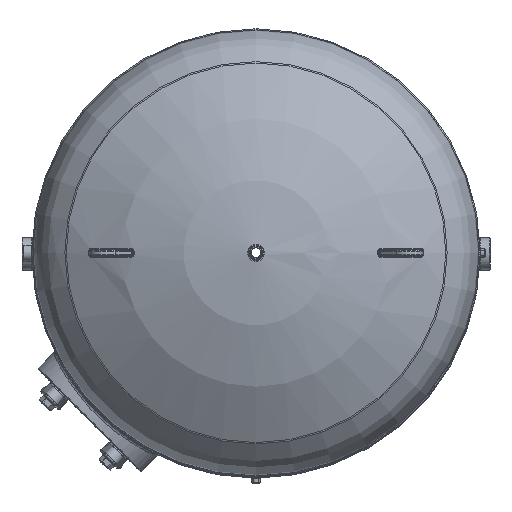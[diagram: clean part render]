
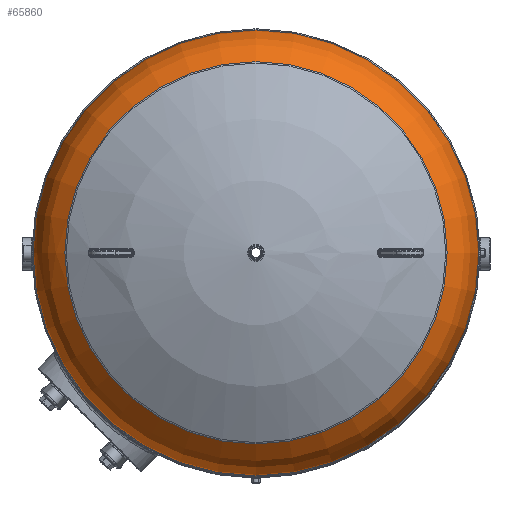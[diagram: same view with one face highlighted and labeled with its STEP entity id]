
A CAD part, top view. The second image highlights one B-rep face of the part: STEP entity #65860.
In plain terms, the highlighted toroidal (fillet/blend) face has major radius 485 mm and minor radius 215 mm.
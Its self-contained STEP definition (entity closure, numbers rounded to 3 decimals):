
#55314=CARTESIAN_POINT('',(600.393,0.,2854.345));
#55315=VERTEX_POINT('',#55314);
#55323=CARTESIAN_POINT('',(-600.393,-0.,2854.345));
#55324=VERTEX_POINT('',#55323);
#55325=CARTESIAN_POINT('',(-0.,0.,2854.345));
#55326=DIRECTION('',(-0.,0.,-1.));
#55327=DIRECTION('',(-1.,0.,0.));
#55328=AXIS2_PLACEMENT_3D('',#55325,#55326,#55327);
#55329=CIRCLE('',#55328,600.393);
#55330=EDGE_CURVE('',#55324,#55315,#55329,.T.);
#55332=CARTESIAN_POINT('',(-0.,0.,2854.345));
#55333=DIRECTION('',(-0.,0.,-1.));
#55334=DIRECTION('',(-1.,0.,0.));
#55335=AXIS2_PLACEMENT_3D('',#55332,#55333,#55334);
#55336=CIRCLE('',#55335,600.393);
#55337=EDGE_CURVE('',#55315,#55324,#55336,.T.);
#59101=CARTESIAN_POINT('',(-700.,0.,2672.935));
#59102=VERTEX_POINT('',#59101);
#59109=CARTESIAN_POINT('',(700.,0.,2672.935));
#59110=VERTEX_POINT('',#59109);
#59111=CARTESIAN_POINT('',(-0.,0.,2672.935));
#59112=DIRECTION('',(0.,-0.,1.));
#59113=DIRECTION('',(-1.,0.,0.));
#59114=AXIS2_PLACEMENT_3D('',#59111,#59112,#59113);
#59115=CIRCLE('',#59114,700.);
#59116=EDGE_CURVE('',#59110,#59102,#59115,.T.);
#59118=CARTESIAN_POINT('',(-0.,0.,2672.935));
#59119=DIRECTION('',(0.,-0.,1.));
#59120=DIRECTION('',(-1.,0.,0.));
#59121=AXIS2_PLACEMENT_3D('',#59118,#59119,#59120);
#59122=CIRCLE('',#59121,700.);
#59123=EDGE_CURVE('',#59102,#59110,#59122,.T.);
#65841=CARTESIAN_POINT('',(-0.,0.,2672.935));
#65842=DIRECTION('',(-0.,0.,-1.));
#65843=DIRECTION('',(-1.,0.,0.));
#65844=AXIS2_PLACEMENT_3D('',#65841,#65842,#65843);
#65845=TOROIDAL_SURFACE('',#65844,485.,215.);
#65846=CARTESIAN_POINT('',(-485.,0.,2672.935));
#65847=DIRECTION('',(-0.,1.,-0.));
#65848=DIRECTION('',(-1.,0.,0.));
#65849=AXIS2_PLACEMENT_3D('',#65846,#65847,#65848);
#65850=CIRCLE('',#65849,215.);
#65851=EDGE_CURVE('',#59102,#55324,#65850,.T.);
#65852=ORIENTED_EDGE('',*,*,#65851,.T.);
#65853=ORIENTED_EDGE('',*,*,#55330,.T.);
#65854=ORIENTED_EDGE('',*,*,#55337,.T.);
#65855=ORIENTED_EDGE('',*,*,#65851,.F.);
#65856=ORIENTED_EDGE('',*,*,#59123,.T.);
#65857=ORIENTED_EDGE('',*,*,#59116,.T.);
#65858=EDGE_LOOP('',(#65852,#65853,#65854,#65855,#65856,#65857));
#65859=FACE_BOUND('',#65858,.T.);
#65860=ADVANCED_FACE('',(#65859),#65845,.T.);
